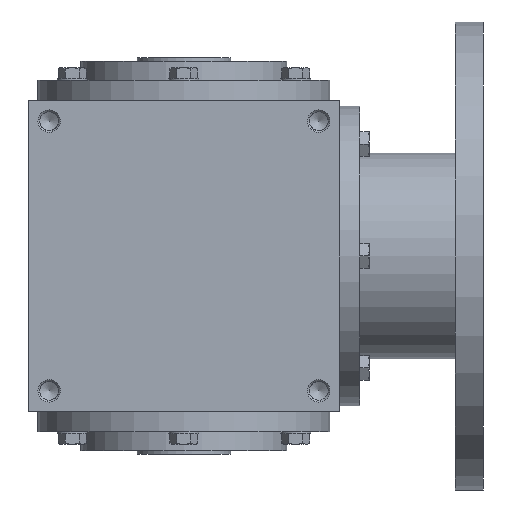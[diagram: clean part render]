
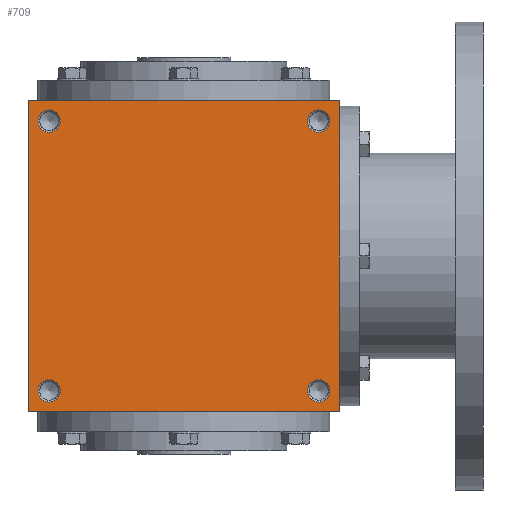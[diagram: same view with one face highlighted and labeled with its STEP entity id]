
A CAD part, front view. The second image highlights one B-rep face of the part: STEP entity #709.
In plain terms, the highlighted planar face has unit normal (0, -1, 0).
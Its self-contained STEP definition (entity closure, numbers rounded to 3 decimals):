
#709 = ADVANCED_FACE( '', ( #1451, #1452, #1453, #1454, #1455 ), #1456, .F. );
#1451 = FACE_BOUND( '', #2303, .T. );
#1452 = FACE_BOUND( '', #2304, .T. );
#1453 = FACE_BOUND( '', #2305, .T. );
#1454 = FACE_BOUND( '', #2306, .T. );
#1455 = FACE_OUTER_BOUND( '', #2307, .T. );
#1456 = PLANE( '', #2308 );
#2303 = EDGE_LOOP( '', ( #3648 ) );
#2304 = EDGE_LOOP( '', ( #3649 ) );
#2305 = EDGE_LOOP( '', ( #3650 ) );
#2306 = EDGE_LOOP( '', ( #3651 ) );
#2307 = EDGE_LOOP( '', ( #3652, #3653, #3654, #3655 ) );
#2308 = AXIS2_PLACEMENT_3D( '', #3656, #3657, #3658 );
#3648 = ORIENTED_EDGE( '', *, *, #4966, .T. );
#3649 = ORIENTED_EDGE( '', *, *, #4967, .T. );
#3650 = ORIENTED_EDGE( '', *, *, #4938, .F. );
#3651 = ORIENTED_EDGE( '', *, *, #4968, .F. );
#3652 = ORIENTED_EDGE( '', *, *, #4558, .T. );
#3653 = ORIENTED_EDGE( '', *, *, #4969, .F. );
#3654 = ORIENTED_EDGE( '', *, *, #4889, .F. );
#3655 = ORIENTED_EDGE( '', *, *, #4970, .T. );
#3656 = CARTESIAN_POINT( '', ( -83., -83., 83. ) );
#3657 = DIRECTION( '', ( 0., 1., 0. ) );
#3658 = DIRECTION( '', ( 0., 0., 1. ) );
#4558 = EDGE_CURVE( '', #5289, #5293, #5295, .T. );
#4889 = EDGE_CURVE( '', #5809, #5811, #5812, .T. );
#4938 = EDGE_CURVE( '', #5875, #5875, #5876, .T. );
#4966 = EDGE_CURVE( '', #5915, #5915, #5916, .T. );
#4967 = EDGE_CURVE( '', #5917, #5917, #5918, .T. );
#4968 = EDGE_CURVE( '', #5919, #5919, #5920, .T. );
#4969 = EDGE_CURVE( '', #5811, #5293, #5921, .T. );
#4970 = EDGE_CURVE( '', #5809, #5289, #5922, .T. );
#5289 = VERTEX_POINT( '', #6295 );
#5293 = VERTEX_POINT( '', #6301 );
#5295 = LINE( '', #6304, #6305 );
#5809 = VERTEX_POINT( '', #6978 );
#5811 = VERTEX_POINT( '', #6981 );
#5812 = LINE( '', #6982, #6983 );
#5875 = VERTEX_POINT( '', #7066 );
#5876 = CIRCLE( '', #7067, 6. );
#5915 = VERTEX_POINT( '', #7130 );
#5916 = CIRCLE( '', #7131, 6. );
#5917 = VERTEX_POINT( '', #7132 );
#5918 = CIRCLE( '', #7133, 6. );
#5919 = VERTEX_POINT( '', #7134 );
#5920 = CIRCLE( '', #7135, 6. );
#5921 = LINE( '', #7136, #7137 );
#5922 = LINE( '', #7138, #7139 );
#6295 = CARTESIAN_POINT( '', ( -83., -83., -83. ) );
#6301 = CARTESIAN_POINT( '', ( 83., -83., -83. ) );
#6304 = CARTESIAN_POINT( '', ( -83., -83., -83. ) );
#6305 = VECTOR( '', #7558, 1000. );
#6978 = CARTESIAN_POINT( '', ( -83., -83., 83. ) );
#6981 = CARTESIAN_POINT( '', ( 83., -83., 83. ) );
#6982 = CARTESIAN_POINT( '', ( -83., -83., 83. ) );
#6983 = VECTOR( '', #8075, 1000. );
#7066 = CARTESIAN_POINT( '', ( 72., -83., -78. ) );
#7067 = AXIS2_PLACEMENT_3D( '', #8134, #8135, #8136 );
#7130 = CARTESIAN_POINT( '', ( -72., -83., -66. ) );
#7131 = AXIS2_PLACEMENT_3D( '', #8164, #8165, #8166 );
#7132 = CARTESIAN_POINT( '', ( -72., -83., 78. ) );
#7133 = AXIS2_PLACEMENT_3D( '', #8167, #8168, #8169 );
#7134 = CARTESIAN_POINT( '', ( 72., -83., 66. ) );
#7135 = AXIS2_PLACEMENT_3D( '', #8170, #8171, #8172 );
#7136 = CARTESIAN_POINT( '', ( 83., -83., 83. ) );
#7137 = VECTOR( '', #8173, 1000. );
#7138 = CARTESIAN_POINT( '', ( -83., -83., 83. ) );
#7139 = VECTOR( '', #8174, 1000. );
#7558 = DIRECTION( '', ( 1., 0., 0. ) );
#8075 = DIRECTION( '', ( 1., 0., 0. ) );
#8134 = CARTESIAN_POINT( '', ( 72., -83., -72. ) );
#8135 = DIRECTION( '', ( 0., -1., 0. ) );
#8136 = DIRECTION( '', ( 0., 0., -1. ) );
#8164 = CARTESIAN_POINT( '', ( -72., -83., -72. ) );
#8165 = DIRECTION( '', ( 0., 1., 0. ) );
#8166 = DIRECTION( '', ( 0., 0., 1. ) );
#8167 = CARTESIAN_POINT( '', ( -72., -83., 72. ) );
#8168 = DIRECTION( '', ( 0., 1., 0. ) );
#8169 = DIRECTION( '', ( 0., 0., 1. ) );
#8170 = CARTESIAN_POINT( '', ( 72., -83., 72. ) );
#8171 = DIRECTION( '', ( 0., -1., 0. ) );
#8172 = DIRECTION( '', ( 0., 0., -1. ) );
#8173 = DIRECTION( '', ( 0., 0., -1. ) );
#8174 = DIRECTION( '', ( 0., 0., -1. ) );
